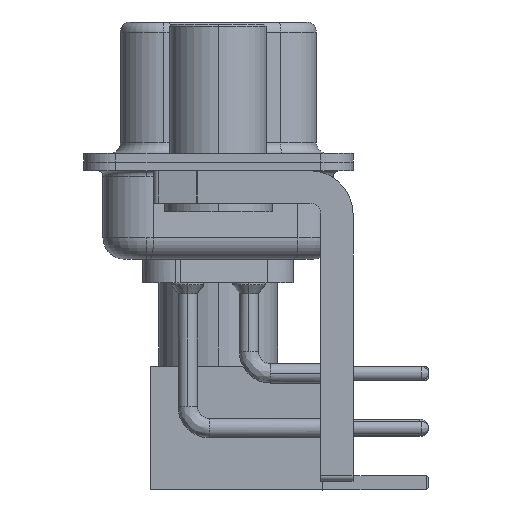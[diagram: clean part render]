
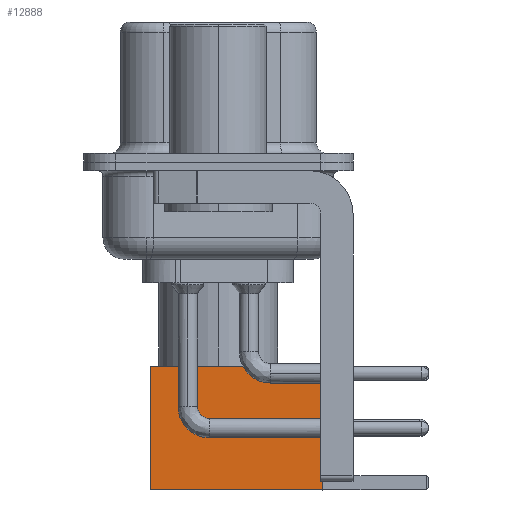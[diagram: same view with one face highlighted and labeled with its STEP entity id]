
A CAD part, left-side view. The second image highlights one B-rep face of the part: STEP entity #12888.
In plain terms, the highlighted face is planar.
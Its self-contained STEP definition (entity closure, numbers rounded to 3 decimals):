
#3110 = CARTESIAN_POINT ( 'NONE',  ( 2.875, 2.875, 0. ) ) ;
#3678 = EDGE_LOOP ( 'NONE', ( #20546, #24977, #26459, #25618 ) ) ;
#4523 = VERTEX_POINT ( 'NONE', #19303 ) ;
#4689 = FACE_OUTER_BOUND ( 'NONE', #3678, .T. ) ;
#6037 = VECTOR ( 'NONE', #8834, 1000. ) ;
#6529 = CARTESIAN_POINT ( 'NONE',  ( 2.875, 2.875, 8. ) ) ;
#6823 = CARTESIAN_POINT ( 'NONE',  ( 2.875, 2.875, 0. ) ) ;
#7460 = VERTEX_POINT ( 'NONE', #6529 ) ;
#7704 = LINE ( 'NONE', #3110, #28273 ) ;
#8834 = DIRECTION ( 'NONE',  ( -1., 0., 0. ) ) ;
#12089 = VECTOR ( 'NONE', #25608, 1000. ) ;
#12888 = ADVANCED_FACE ( 'NONE', ( #4689 ), #31712, .T. ) ;
#13509 = EDGE_CURVE ( 'NONE', #7460, #16528, #21440, .T. ) ;
#15099 = VECTOR ( 'NONE', #21074, 1000. ) ;
#15393 = DIRECTION ( 'NONE',  ( 0., 0., -1. ) ) ;
#16528 = VERTEX_POINT ( 'NONE', #25247 ) ;
#16973 = DIRECTION ( 'NONE',  ( 0., 1., 0. ) ) ;
#18111 = EDGE_CURVE ( 'NONE', #31618, #4523, #28375, .T. ) ;
#18332 = EDGE_CURVE ( 'NONE', #7460, #31618, #7704, .T. ) ;
#18982 = CARTESIAN_POINT ( 'NONE',  ( 0., 2.875, 8. ) ) ;
#19303 = CARTESIAN_POINT ( 'NONE',  ( -2.875, 2.875, 0. ) ) ;
#20450 = EDGE_CURVE ( 'NONE', #16528, #4523, #26146, .T. ) ;
#20546 = ORIENTED_EDGE ( 'NONE', *, *, #18332, .T. ) ;
#21074 = DIRECTION ( 'NONE',  ( 0., 0., -1. ) ) ;
#21440 = LINE ( 'NONE', #18982, #6037 ) ;
#22101 = CARTESIAN_POINT ( 'NONE',  ( 2.875, 2.875, 0. ) ) ;
#22986 = CARTESIAN_POINT ( 'NONE',  ( 0., 2.875, 0. ) ) ;
#23800 = AXIS2_PLACEMENT_3D ( 'NONE', #6823, #16973, #29879 ) ;
#23851 = CARTESIAN_POINT ( 'NONE',  ( -2.875, 2.875, 0. ) ) ;
#24977 = ORIENTED_EDGE ( 'NONE', *, *, #18111, .T. ) ;
#25247 = CARTESIAN_POINT ( 'NONE',  ( -2.875, 2.875, 8. ) ) ;
#25608 = DIRECTION ( 'NONE',  ( -1., 0., 0. ) ) ;
#25618 = ORIENTED_EDGE ( 'NONE', *, *, #13509, .F. ) ;
#26146 = LINE ( 'NONE', #23851, #15099 ) ;
#26459 = ORIENTED_EDGE ( 'NONE', *, *, #20450, .F. ) ;
#28273 = VECTOR ( 'NONE', #15393, 1000. ) ;
#28375 = LINE ( 'NONE', #22986, #12089 ) ;
#29879 = DIRECTION ( 'NONE',  ( 0., 0., 1. ) ) ;
#31618 = VERTEX_POINT ( 'NONE', #22101 ) ;
#31712 = PLANE ( 'NONE',  #23800 ) ;
